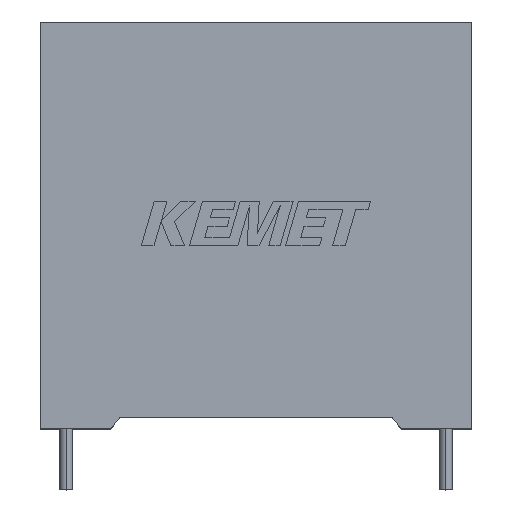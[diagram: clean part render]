
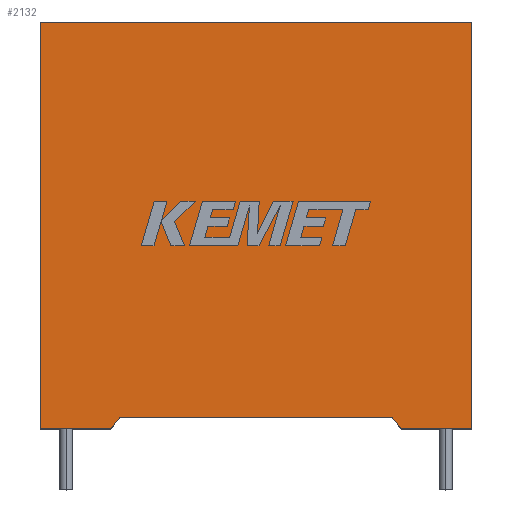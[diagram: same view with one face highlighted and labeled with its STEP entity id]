
A CAD part, top view. The second image highlights one B-rep face of the part: STEP entity #2132.
In plain terms, the highlighted planar face has unit normal (0, 0, 1).
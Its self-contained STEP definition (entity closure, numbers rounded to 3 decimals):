
#86 = FACE_OUTER_BOUND ( 'NONE', #2185, .T. ) ;
#115 = EDGE_CURVE ( 'NONE', #2419, #1838, #234, .T. ) ;
#168 = VECTOR ( 'NONE', #2600, 1000. ) ;
#182 = DIRECTION ( 'NONE',  ( 0., 1., 0. ) ) ;
#234 = LINE ( 'NONE', #635, #976 ) ;
#269 = VECTOR ( 'NONE', #914, 1000. ) ;
#270 = ORIENTED_EDGE ( 'NONE', *, *, #548, .T. ) ;
#271 = VECTOR ( 'NONE', #2390, 1000. ) ;
#272 = CARTESIAN_POINT ( 'NONE',  ( 0., 0., 20.4 ) ) ;
#334 = CARTESIAN_POINT ( 'NONE',  ( 34.75, 1.182, 20.4 ) ) ;
#519 = VECTOR ( 'NONE', #727, 1000. ) ;
#548 = EDGE_CURVE ( 'NONE', #1838, #1999, #2374, .T. ) ;
#618 = CARTESIAN_POINT ( 'NONE',  ( 0., 0., 20.4 ) ) ;
#635 = CARTESIAN_POINT ( 'NONE',  ( 42.6, 0., 20.4 ) ) ;
#727 = DIRECTION ( 'NONE',  ( 1., 0., 0. ) ) ;
#847 = DIRECTION ( 'NONE',  ( -1., 0., 0. ) ) ;
#871 = CARTESIAN_POINT ( 'NONE',  ( 7.85, 1.182, 20.4 ) ) ;
#914 = DIRECTION ( 'NONE',  ( -1., 0., 0. ) ) ;
#924 = EDGE_CURVE ( 'NONE', #1945, #2419, #2087, .T. ) ;
#946 = CARTESIAN_POINT ( 'NONE',  ( 0., 40.2, 20.4 ) ) ;
#960 = CARTESIAN_POINT ( 'NONE',  ( 7.85, 1.182, 20.4 ) ) ;
#975 = DIRECTION ( 'NONE',  ( 0.606, -0.796, 0. ) ) ;
#976 = VECTOR ( 'NONE', #182, 1000. ) ;
#998 = LINE ( 'NONE', #2972, #2688 ) ;
#1029 = EDGE_CURVE ( 'NONE', #2115, #2085, #2434, .T. ) ;
#1084 = LINE ( 'NONE', #3030, #1203 ) ;
#1091 = EDGE_CURVE ( 'NONE', #3067, #2085, #2625, .T. ) ;
#1106 = PLANE ( 'NONE',  #1619 ) ;
#1146 = DIRECTION ( 'NONE',  ( 0., 0., -1. ) ) ;
#1203 = VECTOR ( 'NONE', #847, 1000. ) ;
#1297 = CARTESIAN_POINT ( 'NONE',  ( 0., 0., 20.4 ) ) ;
#1558 = ORIENTED_EDGE ( 'NONE', *, *, #924, .T. ) ;
#1619 = AXIS2_PLACEMENT_3D ( 'NONE', #2633, #1146, #2345 ) ;
#1710 = LINE ( 'NONE', #334, #2424 ) ;
#1735 = VERTEX_POINT ( 'NONE', #1972 ) ;
#1819 = ORIENTED_EDGE ( 'NONE', *, *, #2113, .T. ) ;
#1838 = VERTEX_POINT ( 'NONE', #2825 ) ;
#1945 = VERTEX_POINT ( 'NONE', #2575 ) ;
#1967 = CARTESIAN_POINT ( 'NONE',  ( 6.95, 0., 20.4 ) ) ;
#1972 = CARTESIAN_POINT ( 'NONE',  ( 34.75, 1.182, 20.4 ) ) ;
#1979 = EDGE_CURVE ( 'NONE', #1735, #2115, #1084, .T. ) ;
#1999 = VERTEX_POINT ( 'NONE', #946 ) ;
#2085 = VERTEX_POINT ( 'NONE', #1967 ) ;
#2087 = LINE ( 'NONE', #618, #168 ) ;
#2113 = EDGE_CURVE ( 'NONE', #1999, #3067, #998, .T. ) ;
#2115 = VERTEX_POINT ( 'NONE', #871 ) ;
#2125 = CARTESIAN_POINT ( 'NONE',  ( 0., 40.2, 20.4 ) ) ;
#2132 = ADVANCED_FACE ( 'NONE', ( #86 ), #1106, .F. ) ;
#2185 = EDGE_LOOP ( 'NONE', ( #2404, #2352, #1558, #2565, #270, #1819, #3093, #2915 ) ) ;
#2291 = CARTESIAN_POINT ( 'NONE',  ( 42.6, 0., 20.4 ) ) ;
#2345 = DIRECTION ( 'NONE',  ( -1., 0., 0. ) ) ;
#2352 = ORIENTED_EDGE ( 'NONE', *, *, #3111, .T. ) ;
#2374 = LINE ( 'NONE', #2125, #269 ) ;
#2390 = DIRECTION ( 'NONE',  ( -0.606, -0.796, 0. ) ) ;
#2404 = ORIENTED_EDGE ( 'NONE', *, *, #1979, .F. ) ;
#2419 = VERTEX_POINT ( 'NONE', #2291 ) ;
#2424 = VECTOR ( 'NONE', #975, 1000. ) ;
#2434 = LINE ( 'NONE', #960, #271 ) ;
#2565 = ORIENTED_EDGE ( 'NONE', *, *, #115, .T. ) ;
#2575 = CARTESIAN_POINT ( 'NONE',  ( 35.65, 0., 20.4 ) ) ;
#2600 = DIRECTION ( 'NONE',  ( 1., 0., 0. ) ) ;
#2625 = LINE ( 'NONE', #272, #519 ) ;
#2633 = CARTESIAN_POINT ( 'NONE',  ( 0., 0., 20.4 ) ) ;
#2688 = VECTOR ( 'NONE', #2940, 1000. ) ;
#2825 = CARTESIAN_POINT ( 'NONE',  ( 42.6, 40.2, 20.4 ) ) ;
#2915 = ORIENTED_EDGE ( 'NONE', *, *, #1029, .F. ) ;
#2940 = DIRECTION ( 'NONE',  ( 0., -1., 0. ) ) ;
#2972 = CARTESIAN_POINT ( 'NONE',  ( 0., 0., 20.4 ) ) ;
#3030 = CARTESIAN_POINT ( 'NONE',  ( 21.3, 1.182, 20.4 ) ) ;
#3067 = VERTEX_POINT ( 'NONE', #1297 ) ;
#3093 = ORIENTED_EDGE ( 'NONE', *, *, #1091, .T. ) ;
#3111 = EDGE_CURVE ( 'NONE', #1735, #1945, #1710, .T. ) ;
